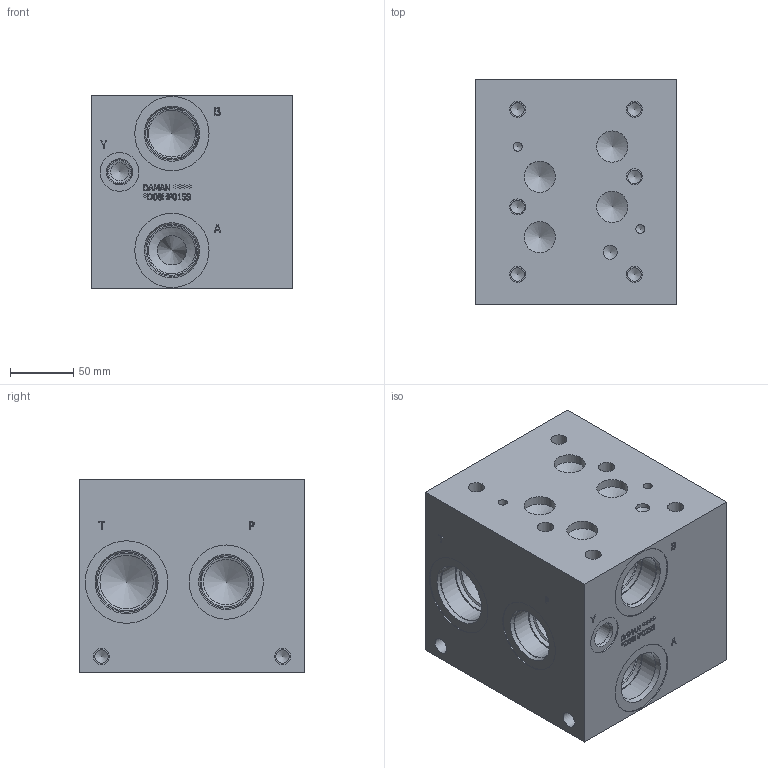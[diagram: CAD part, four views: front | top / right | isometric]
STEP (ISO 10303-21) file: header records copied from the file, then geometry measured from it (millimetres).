
FILE_DESCRIPTION(/* description */ (''),/* implementation_level */ '2;1');
FILE_NAME(/* name */ '_D08HP015S.stp',/* time_stamp */ '2020-03-10T13:09:42-04:00',/* author */ ('devonn'),/* organization */ (''),/* preprocessor_version */ 'ST-DEVELOPER v17',/* originating_system */ 'Autodesk Inventor 2019',/* authorisation */ '');
FILE_SCHEMA (('AUTOMOTIVE_DESIGN { 1 0 10303 214 3 1 1 }'));
Length unit declared in the file: millimetre
Products named in the file (1): Part_AD08HP015S_3D
Bounding box: 158.75 x 177.8 x 152.4 mm (x, y, z)
Volume: 3899980.4 mm3; surface area: 206970.4 mm2
Topology: 1 solids, 1 shells, 556 faces, 1510 edges, 1020 vertices
Faces by surface type: plane 322, bspline 127, cylinder 62, cone 45
Full cylindrical faces by diameter (mm): 7.137 x2, 10.719 x10, 11.113 x1, 12.7 x10, 14.275 x1, 17.501 x1, 19.05 x1, 19.253 x1, 24.613 x4, 30.632 x1, 35.712 x2, 36.906 x2, 39.218 x4, 41.275 x2, 41.28 x2, 41.758 x2, 42.062 x2, 43.51 x2, 45.568 x2, 47.625 x2, 48.057 x2, 58.572 x4, 65.126 x2
Entity records: 18511 total; most frequent: CARTESIAN_POINT 4714, ORIENTED_EDGE 2972, DIRECTION 2322, EDGE_CURVE 1486, VERTEX_POINT 1020, LINE 1002, VECTOR 1002, AXIS2_PLACEMENT_3D 660
